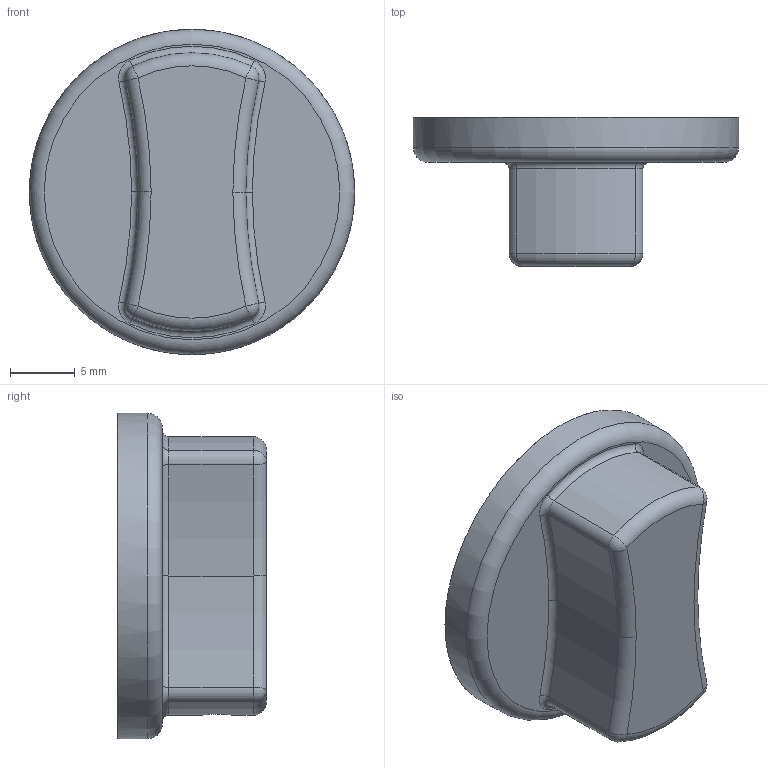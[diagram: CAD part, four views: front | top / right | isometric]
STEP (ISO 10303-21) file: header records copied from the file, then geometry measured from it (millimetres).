
FILE_DESCRIPTION(/* description */ (''),/* implementation_level */ '2;1');
FILE_NAME(/* name */ 'KNOB ROtary switch AL v2 v3.step',/* time_stamp */ '2023-09-22T10:57:07+02:00',/* author */ (''),/* organization */ (''),/* preprocessor_version */ 'ST-DEVELOPER v20',/* originating_system */ 'Autodesk Translation Framework v12.14.0.127',/* authorisation */ '');
FILE_SCHEMA (('AUTOMOTIVE_DESIGN { 1 0 10303 214 3 1 1 }'));
Length unit declared in the file: millimetre
Products named in the file (1): KNOB ROtary switch  AL v2
Bounding box: 25.03 x 11.43 x 25.03 mm (x, y, z)
Volume: 2562.3 mm3; surface area: 1948.6 mm2
Topology: 1 solids, 1 shells, 103 faces, 278 edges, 180 vertices
Faces by surface type: plane 47, cylinder 34, torus 17, sphere 4, cone 1
Full cylindrical faces by diameter (mm): 2.5 x1, 16.498 x1, 25.026 x1
Entity records: 3338 total; most frequent: CARTESIAN_POINT 619, DIRECTION 595, ORIENTED_EDGE 556, EDGE_CURVE 278, AXIS2_PLACEMENT_3D 221, VERTEX_POINT 180, LINE 153, VECTOR 153
